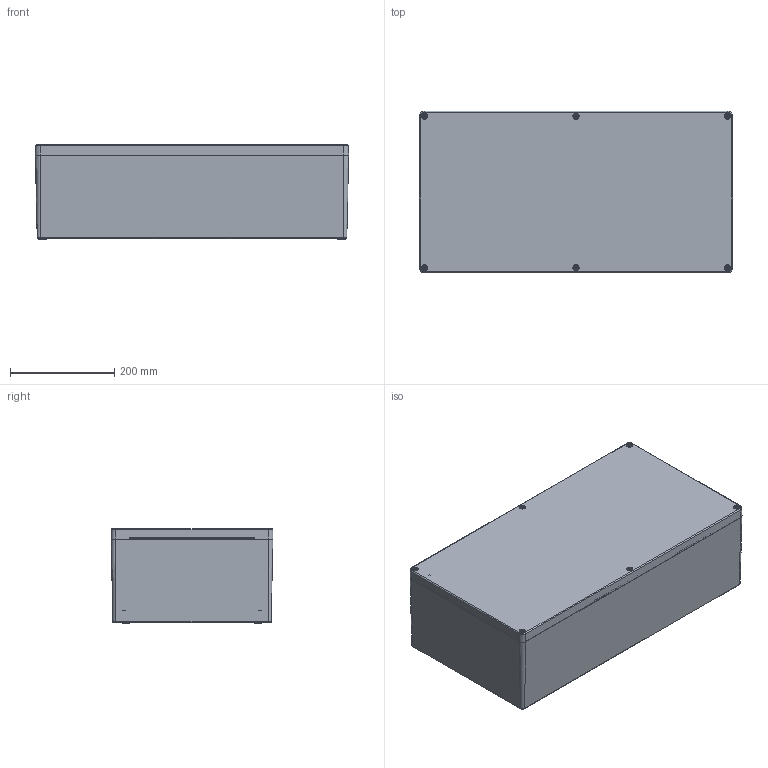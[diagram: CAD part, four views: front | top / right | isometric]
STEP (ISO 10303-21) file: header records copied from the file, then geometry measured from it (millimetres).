
FILE_DESCRIPTION((''),'2;1');
FILE_NAME('0101103900-MBA_603118_VE.stp','2015-09-03T13:34:43',('robin.rentz'),(''),'Autodesk Inventor 2012','Autodesk Inventor 2012','');
FILE_SCHEMA(('AUTOMOTIVE_DESIGN { 1 2 10303 214 0 1 1 1 }'));
Length unit declared in the file: millimetre
Products named in the file (5): 0101103900-MBA_603118_VE; 0101103902-UT_603118_VE; 0100103901-OT_603118_VE; Schraube BM 6x30; xxx-O-Ring-MBA_603118
Assembly tree (9 placements, depth 2):
  0101103900-MBA_603118_VE
    0101103902-UT_603118_VE
    0100103901-OT_603118_VE
    Schraube BM 6x30  x6
    xxx-O-Ring-MBA_603118
Bounding box: 599.99 x 309.99 x 181 mm (x, y, z)
Volume: 3880255.5 mm3; surface area: 1452827.9 mm2
Topology: 9 solids, 9 shells, 1645 faces, 4093 edges, 2546 vertices
Faces by surface type: plane 536, cylinder 326, bspline 289, torus 274, cone 214, sphere 6
Full cylindrical faces by diameter (mm): 4.917 x13, 5 x6, 5.5 x4, 6 x6, 6.5 x6, 7.5 x8, 9 x6, 10 x6, 11.2 x6, 12 x4
Entity records: 45182 total; most frequent: CARTESIAN_POINT 12767, ORIENTED_EDGE 6848, DIRECTION 6265, EDGE_CURVE 3424, AXIS2_PLACEMENT_3D 2306, VERTEX_POINT 2182, EDGE_LOOP 1654, VECTOR 1653
